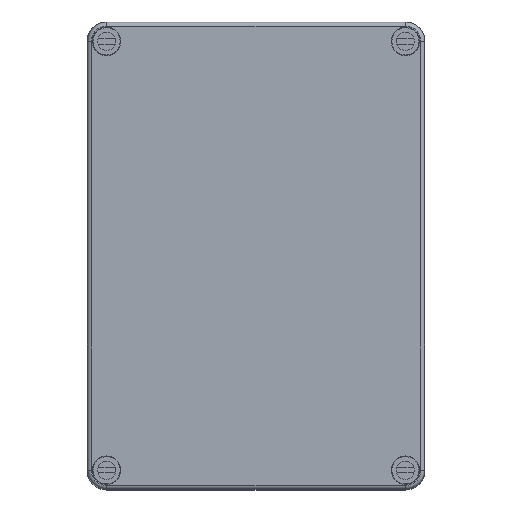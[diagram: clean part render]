
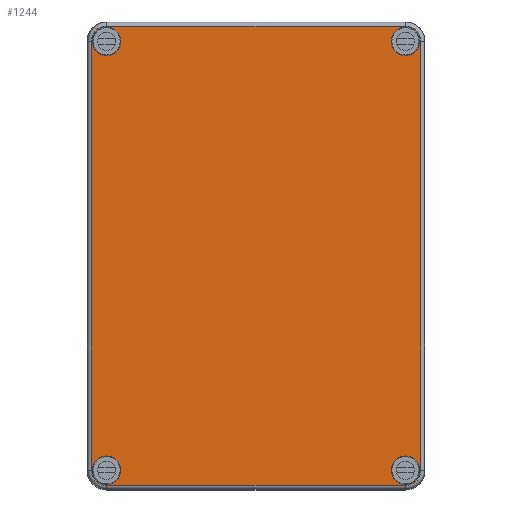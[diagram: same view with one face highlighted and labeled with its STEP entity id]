
A CAD part, top view. The second image highlights one B-rep face of the part: STEP entity #1244.
In plain terms, the highlighted planar face has unit normal (0, 0, 1).
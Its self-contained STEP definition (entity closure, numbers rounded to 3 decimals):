
#1244 = ADVANCED_FACE( '', ( #3013, #3014, #3015, #3016, #3017 ), #3018, .F. );
#3013 = FACE_BOUND( '', #5446, .T. );
#3014 = FACE_BOUND( '', #5447, .T. );
#3015 = FACE_BOUND( '', #5448, .T. );
#3016 = FACE_BOUND( '', #5449, .T. );
#3017 = FACE_OUTER_BOUND( '', #5450, .T. );
#3018 = PLANE( '', #5451 );
#5446 = EDGE_LOOP( '', ( #8898 ) );
#5447 = EDGE_LOOP( '', ( #8899 ) );
#5448 = EDGE_LOOP( '', ( #8900 ) );
#5449 = EDGE_LOOP( '', ( #8901 ) );
#5450 = EDGE_LOOP( '', ( #8902, #8903, #8904, #8905, #8906, #8907, #8908, #8909 ) );
#5451 = AXIS2_PLACEMENT_3D( '', #8910, #8911, #8912 );
#8898 = ORIENTED_EDGE( '', *, *, #14155, .F. );
#8899 = ORIENTED_EDGE( '', *, *, #14156, .F. );
#8900 = ORIENTED_EDGE( '', *, *, #14157, .F. );
#8901 = ORIENTED_EDGE( '', *, *, #14158, .F. );
#8902 = ORIENTED_EDGE( '', *, *, #14159, .T. );
#8903 = ORIENTED_EDGE( '', *, *, #13408, .F. );
#8904 = ORIENTED_EDGE( '', *, *, #14160, .T. );
#8905 = ORIENTED_EDGE( '', *, *, #14161, .T. );
#8906 = ORIENTED_EDGE( '', *, *, #14162, .F. );
#8907 = ORIENTED_EDGE( '', *, *, #14163, .T. );
#8908 = ORIENTED_EDGE( '', *, *, #14164, .F. );
#8909 = ORIENTED_EDGE( '', *, *, #13852, .F. );
#8910 = CARTESIAN_POINT( '', ( -63.356, 82.5, 18. ) );
#8911 = DIRECTION( '', ( 0., 0., -1. ) );
#8912 = DIRECTION( '', ( -1., 0., 0. ) );
#13408 = EDGE_CURVE( '', #15866, #15861, #15868, .T. );
#13852 = EDGE_CURVE( '', #16634, #16629, #16636, .T. );
#14155 = EDGE_CURVE( '', #17117, #17117, #17118, .T. );
#14156 = EDGE_CURVE( '', #17119, #17119, #17120, .T. );
#14157 = EDGE_CURVE( '', #17121, #17121, #17122, .T. );
#14158 = EDGE_CURVE( '', #17123, #17123, #17124, .T. );
#14159 = EDGE_CURVE( '', #16634, #15861, #17125, .T. );
#14160 = EDGE_CURVE( '', #15866, #17126, #17127, .T. );
#14161 = EDGE_CURVE( '', #17126, #17128, #17129, .T. );
#14162 = EDGE_CURVE( '', #17130, #17128, #17131, .T. );
#14163 = EDGE_CURVE( '', #17130, #17132, #17133, .T. );
#14164 = EDGE_CURVE( '', #16629, #17132, #17134, .T. );
#15861 = VERTEX_POINT( '', #19360 );
#15866 = VERTEX_POINT( '', #19366 );
#15868 = LINE( '', #19368, #19369 );
#16629 = VERTEX_POINT( '', #20369 );
#16634 = VERTEX_POINT( '', #20375 );
#16636 = LINE( '', #20377, #20378 );
#17117 = VERTEX_POINT( '', #21048 );
#17118 = CIRCLE( '', #21049, 5.5 );
#17119 = VERTEX_POINT( '', #21050 );
#17120 = CIRCLE( '', #21051, 5.5 );
#17121 = VERTEX_POINT( '', #21052 );
#17122 = CIRCLE( '', #21053, 5.5 );
#17123 = VERTEX_POINT( '', #21054 );
#17124 = CIRCLE( '', #21055, 5.5 );
#17125 = CIRCLE( '', #21056, 5.856 );
#17126 = VERTEX_POINT( '', #21057 );
#17127 = CIRCLE( '', #21058, 5.856 );
#17128 = VERTEX_POINT( '', #21059 );
#17129 = LINE( '', #21060, #21061 );
#17130 = VERTEX_POINT( '', #21062 );
#17131 = CIRCLE( '', #21063, 5.856 );
#17132 = VERTEX_POINT( '', #21064 );
#17133 = LINE( '', #21065, #21066 );
#17134 = CIRCLE( '', #21067, 5.856 );
#19360 = CARTESIAN_POINT( '', ( 63.356, -82.5, 18. ) );
#19366 = CARTESIAN_POINT( '', ( 63.356, 82.5, 18. ) );
#19368 = CARTESIAN_POINT( '', ( 63.356, 82.5, 18. ) );
#19369 = VECTOR( '', #23760, 1000. );
#20369 = CARTESIAN_POINT( '', ( -57.5, -88.356, 18. ) );
#20375 = CARTESIAN_POINT( '', ( 57.5, -88.356, 18. ) );
#20377 = CARTESIAN_POINT( '', ( 57.5, -88.356, 18. ) );
#20378 = VECTOR( '', #24389, 1000. );
#21048 = CARTESIAN_POINT( '', ( -52., 82.5, 18. ) );
#21049 = AXIS2_PLACEMENT_3D( '', #24802, #24803, #24804 );
#21050 = CARTESIAN_POINT( '', ( -52., -82.5, 18. ) );
#21051 = AXIS2_PLACEMENT_3D( '', #24805, #24806, #24807 );
#21052 = CARTESIAN_POINT( '', ( 63., -82.5, 18. ) );
#21053 = AXIS2_PLACEMENT_3D( '', #24808, #24809, #24810 );
#21054 = CARTESIAN_POINT( '', ( 63., 82.5, 18. ) );
#21055 = AXIS2_PLACEMENT_3D( '', #24811, #24812, #24813 );
#21056 = AXIS2_PLACEMENT_3D( '', #24814, #24815, #24816 );
#21057 = CARTESIAN_POINT( '', ( 57.5, 88.356, 18. ) );
#21058 = AXIS2_PLACEMENT_3D( '', #24817, #24818, #24819 );
#21059 = CARTESIAN_POINT( '', ( -57.5, 88.356, 18. ) );
#21060 = CARTESIAN_POINT( '', ( 57.5, 88.356, 18. ) );
#21061 = VECTOR( '', #24820, 1000. );
#21062 = CARTESIAN_POINT( '', ( -63.356, 82.5, 18. ) );
#21063 = AXIS2_PLACEMENT_3D( '', #24821, #24822, #24823 );
#21064 = CARTESIAN_POINT( '', ( -63.356, -82.5, 18. ) );
#21065 = CARTESIAN_POINT( '', ( -63.356, 82.5, 18. ) );
#21066 = VECTOR( '', #24824, 1000. );
#21067 = AXIS2_PLACEMENT_3D( '', #24825, #24826, #24827 );
#23760 = DIRECTION( '', ( 0., -1., 0. ) );
#24389 = DIRECTION( '', ( -1., 0., 0. ) );
#24802 = CARTESIAN_POINT( '', ( -57.5, 82.5, 18. ) );
#24803 = DIRECTION( '', ( 0., 0., 1. ) );
#24804 = DIRECTION( '', ( 1., 0., 0. ) );
#24805 = CARTESIAN_POINT( '', ( -57.5, -82.5, 18. ) );
#24806 = DIRECTION( '', ( 0., 0., 1. ) );
#24807 = DIRECTION( '', ( 1., 0., 0. ) );
#24808 = CARTESIAN_POINT( '', ( 57.5, -82.5, 18. ) );
#24809 = DIRECTION( '', ( 0., 0., 1. ) );
#24810 = DIRECTION( '', ( 1., 0., 0. ) );
#24811 = CARTESIAN_POINT( '', ( 57.5, 82.5, 18. ) );
#24812 = DIRECTION( '', ( 0., 0., 1. ) );
#24813 = DIRECTION( '', ( 1., 0., 0. ) );
#24814 = CARTESIAN_POINT( '', ( 57.5, -82.5, 18. ) );
#24815 = DIRECTION( '', ( 0., 0., 1. ) );
#24816 = DIRECTION( '', ( 1., 0., 0. ) );
#24817 = CARTESIAN_POINT( '', ( 57.5, 82.5, 18. ) );
#24818 = DIRECTION( '', ( 0., 0., 1. ) );
#24819 = DIRECTION( '', ( 1., 0., 0. ) );
#24820 = DIRECTION( '', ( -1., 0., 0. ) );
#24821 = CARTESIAN_POINT( '', ( -57.5, 82.5, 18. ) );
#24822 = DIRECTION( '', ( 0., 0., -1. ) );
#24823 = DIRECTION( '', ( -1., 0., 0. ) );
#24824 = DIRECTION( '', ( 0., -1., 0. ) );
#24825 = CARTESIAN_POINT( '', ( -57.5, -82.5, 18. ) );
#24826 = DIRECTION( '', ( 0., 0., -1. ) );
#24827 = DIRECTION( '', ( -1., 0., 0. ) );
